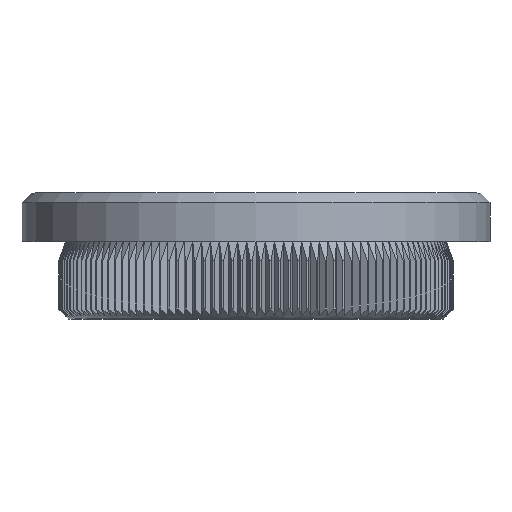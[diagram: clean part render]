
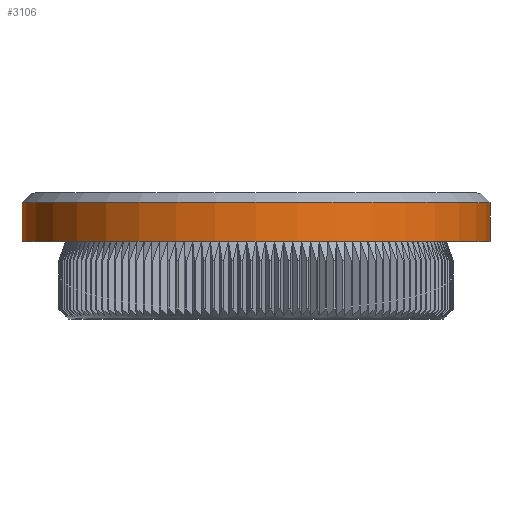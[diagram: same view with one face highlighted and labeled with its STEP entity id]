
A CAD part, top view. The second image highlights one B-rep face of the part: STEP entity #3106.
In plain terms, the highlighted cylindrical face has radius 24.15 mm (diameter 48.3 mm), a full revolution.
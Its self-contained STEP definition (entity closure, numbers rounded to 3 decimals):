
#2391 = DIRECTION ( 'NONE',  ( 0., -1., 0. ) ) ;
#3106 = ADVANCED_FACE ( 'NONE', ( #15079, #7576 ), #25484, .T. ) ;
#6210 = EDGE_CURVE ( 'NONE', #14345, #14345, #14306, .T. ) ;
#7148 = CARTESIAN_POINT ( 'NONE',  ( 0., 12., 24.15 ) ) ;
#7181 = AXIS2_PLACEMENT_3D ( 'NONE', #17996, #22198, #28999 ) ;
#7261 = EDGE_LOOP ( 'NONE', ( #8203 ) ) ;
#7576 = FACE_OUTER_BOUND ( 'NONE', #7261, .T. ) ;
#8203 = ORIENTED_EDGE ( 'NONE', *, *, #6210, .F. ) ;
#11971 = AXIS2_PLACEMENT_3D ( 'NONE', #23490, #21390, #14579 ) ;
#13712 = CARTESIAN_POINT ( 'NONE',  ( 0., 8., 0. ) ) ;
#14306 = CIRCLE ( 'NONE', #21971, 24.15 ) ;
#14345 = VERTEX_POINT ( 'NONE', #18140 ) ;
#14579 = DIRECTION ( 'NONE',  ( 0., 0., 1. ) ) ;
#14962 = EDGE_CURVE ( 'NONE', #17580, #17580, #17470, .T. ) ;
#15079 = FACE_OUTER_BOUND ( 'NONE', #17702, .T. ) ;
#17470 = CIRCLE ( 'NONE', #11971, 24.15 ) ;
#17580 = VERTEX_POINT ( 'NONE', #7148 ) ;
#17702 = EDGE_LOOP ( 'NONE', ( #18532 ) ) ;
#17996 = CARTESIAN_POINT ( 'NONE',  ( 0., 0., 0. ) ) ;
#18140 = CARTESIAN_POINT ( 'NONE',  ( 0., 8., -24.15 ) ) ;
#18532 = ORIENTED_EDGE ( 'NONE', *, *, #14962, .T. ) ;
#21390 = DIRECTION ( 'NONE',  ( 0., -1., 0. ) ) ;
#21971 = AXIS2_PLACEMENT_3D ( 'NONE', #13712, #2391, #29711 ) ;
#22198 = DIRECTION ( 'NONE',  ( 0., -1., 0. ) ) ;
#23490 = CARTESIAN_POINT ( 'NONE',  ( 0., 12., 0. ) ) ;
#25484 = CYLINDRICAL_SURFACE ( 'NONE', #7181, 24.15 ) ;
#28999 = DIRECTION ( 'NONE',  ( 0., 0., -1. ) ) ;
#29711 = DIRECTION ( 'NONE',  ( 0., 0., -1. ) ) ;
